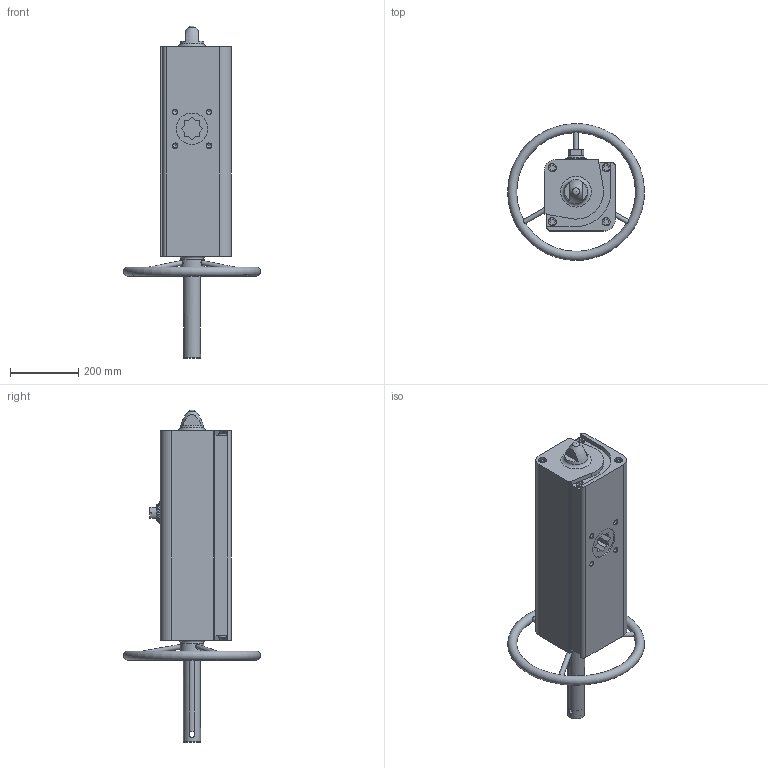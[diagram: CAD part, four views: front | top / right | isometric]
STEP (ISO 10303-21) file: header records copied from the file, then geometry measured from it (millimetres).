
FILE_DESCRIPTION(/* description */ ('STEP AP214'),/* implementation_level */ '2;1');
FILE_NAME(/* name */ '8005024_DAPS-1920-090-R-F14-MW-T6',/* time_stamp */ '2024-08-13T18:00:09+02:00',/* author */ ('License CC BY-ND 4.0'),/* organization */ ('CADENAS'),/* preprocessor_version */ 'ST-DEVELOPER v19.3',/* originating_system */ 'PARTsolutions',/* authorisation */ ' ');
FILE_SCHEMA (('AUTOMOTIVE_DESIGN {1 0 10303 214 3 1 1}'));
Length unit declared in the file: millimetre
Products named in the file (3): 8005024 DAPS-1920-090-R-F14-MW-T6---0; 8005024 DAPS-1920-090-R-F14-MW-T6---(1); 8005024 DAPS-1920-090-R-F14-MW-T6---(2)
Assembly tree (2 placements, depth 2):
  8005024 DAPS-1920-090-R-F14-MW-T6---0
    8005024 DAPS-1920-090-R-F14-MW-T6---(1)
    8005024 DAPS-1920-090-R-F14-MW-T6---(2)
Bounding box: 399.73 x 399.99 x 970.4 mm (x, y, z)
Volume: 26759990.2 mm3; surface area: 893480.1 mm2
Topology: 2 solids, 2 shells, 251 faces, 637 edges, 412 vertices
Faces by surface type: plane 141, cylinder 63, cone 34, torus 12, sphere 1
Full cylindrical faces by diameter (mm): 4.134 x8, 4.917 x1, 11.445 x2, 13.835 x4, 14 x3, 24 x8, 45 x1, 50 x2, 54.6 x1, 64 x2, 70 x1, 92 x2
Entity records: 7050 total; most frequent: CARTESIAN_POINT 1346, DIRECTION 1174, ORIENTED_EDGE 1028, EDGE_CURVE 514, AXIS2_PLACEMENT_3D 422, VERTEX_POINT 387, FACE_BOUND 379, EDGE_LOOP 364
